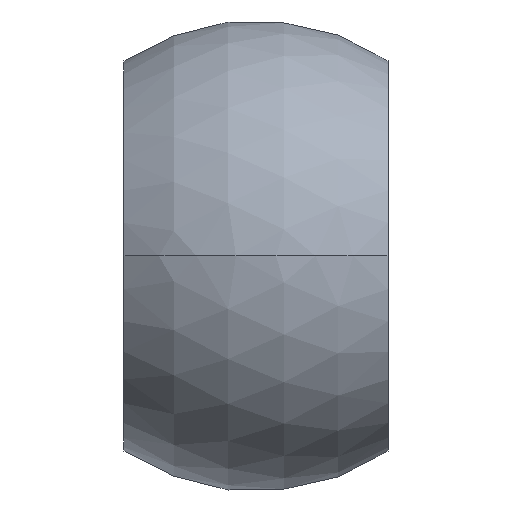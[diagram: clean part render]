
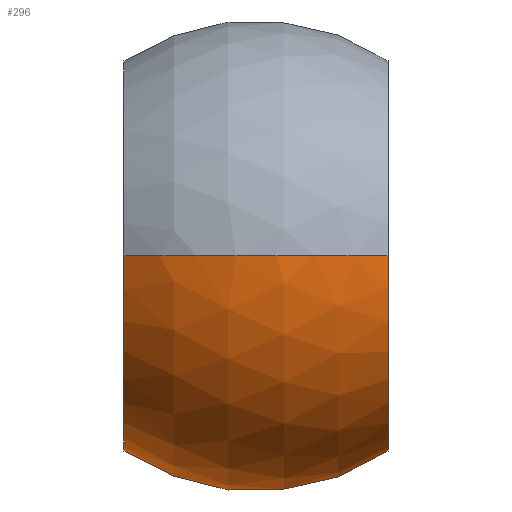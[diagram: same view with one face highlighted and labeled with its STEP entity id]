
A CAD part, left-side view. The second image highlights one B-rep face of the part: STEP entity #296.
In plain terms, the highlighted spherical face has radius 12.5 mm.
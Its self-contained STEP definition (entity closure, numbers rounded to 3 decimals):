
#180=VERTEX_POINT('',#389);
#194=VERTEX_POINT('',#406);
#210=EDGE_CURVE('',#234,#194,#422,.T.);
#220=VERTEX_POINT('',#433);
#234=VERTEX_POINT('',#448);
#236=EDGE_CURVE('',#194,#220,#450,.T.);
#260=EDGE_CURVE('',#234,#180,#477,.T.);
#290=EDGE_CURVE('',#180,#220,#512,.T.);
#296=ADVANCED_FACE('',(#518),#519,.T.);
#389=CARTESIAN_POINT('',(-10.356,-7.,0.));
#406=CARTESIAN_POINT('',(9.514,7.0,-4.092));
#422=CIRCLE('',#718,10.356);
#433=CARTESIAN_POINT('',(9.514,-7.0,-4.092));
#448=CARTESIAN_POINT('',(-10.356,7.,0.));
#450=CIRCLE('',#754,8.108);
#477=CIRCLE('',#790,12.5);
#512=CIRCLE('',#851,10.356);
#518=FACE_OUTER_BOUND('',#858,.T.);
#519=SPHERICAL_SURFACE('',#859,12.5);
#718=AXIS2_PLACEMENT_3D('',#996,#997,#998);
#754=AXIS2_PLACEMENT_3D('',#1026,#1027,#1028);
#790=AXIS2_PLACEMENT_3D('',#1066,#1067,#1068);
#851=AXIS2_PLACEMENT_3D('',#1114,#1115,#1116);
#858=EDGE_LOOP('',(#1121,#1122,#1123,#1124));
#859=AXIS2_PLACEMENT_3D('',#1125,#1126,#1127);
#996=CARTESIAN_POINT('',(0.,7.,0.));
#997=DIRECTION('',(0.0,-1.0,0.0));
#998=DIRECTION('',(1.0,0.0,0.));
#1026=CARTESIAN_POINT('',(9.514,0.,0.));
#1027=DIRECTION('',(-1.0,0.,0.));
#1028=DIRECTION('',(0.,0.0,-1.0));
#1066=CARTESIAN_POINT('',(0.,0.,0.));
#1067=DIRECTION('',(0.,-0.0,1.0));
#1068=DIRECTION('',(0.0,1.0,0.0));
#1114=CARTESIAN_POINT('',(0.,-7.,0.));
#1115=DIRECTION('',(0.0,-1.0,0.0));
#1116=DIRECTION('',(1.0,0.0,0.));
#1121=ORIENTED_EDGE('',*,*,#260,.F.);
#1122=ORIENTED_EDGE('',*,*,#210,.T.);
#1123=ORIENTED_EDGE('',*,*,#236,.T.);
#1124=ORIENTED_EDGE('',*,*,#290,.F.);
#1125=CARTESIAN_POINT('',(0.,0.,0.));
#1126=DIRECTION('',(0.0,-1.0,0.0));
#1127=DIRECTION('',(-1.0,0.0,0.));
